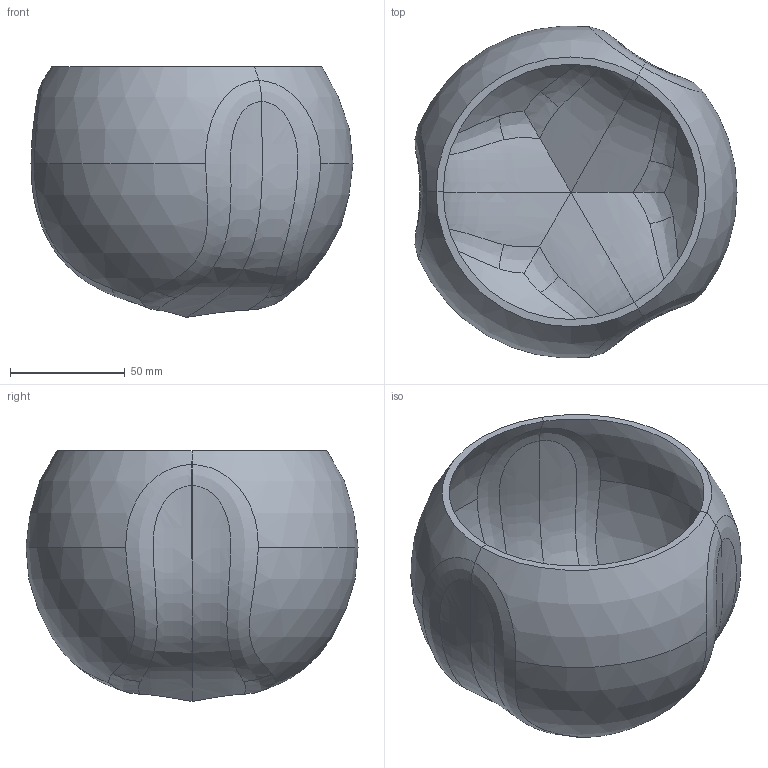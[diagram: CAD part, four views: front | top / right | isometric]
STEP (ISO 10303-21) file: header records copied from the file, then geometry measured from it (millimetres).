
FILE_DESCRIPTION (( 'STEP AP203' ), '1' );
FILE_NAME ('imported part.STEP', '2017-09-18T10:56:30', ( '' ), ( '' ), 'SwSTEP 2.0', 'SolidWorks 2016', '' );
FILE_SCHEMA (( 'CONFIG_CONTROL_DESIGN' ));
Products named in the file (2): imported part
Bounding box: 140.28 x 144.63 x 109.26 mm (x, y, z)
Volume: 124155.1 mm3; surface area: 101643.6 mm2
Topology: 3 solids, 3 shells, 57 faces, 141 edges, 90 vertices
Faces by surface type: bspline 36, sphere 12, plane 9
Entity records: 127236 total; most frequent: CARTESIAN_POINT 126030, ORIENTED_EDGE 282, EDGE_CURVE 141, DIRECTION 127, VERTEX_POINT 90, B_SPLINE_CURVE_WITH_KNOTS 90, AXIS2_PLACEMENT_3D 59, FACE_OUTER_BOUND 57
